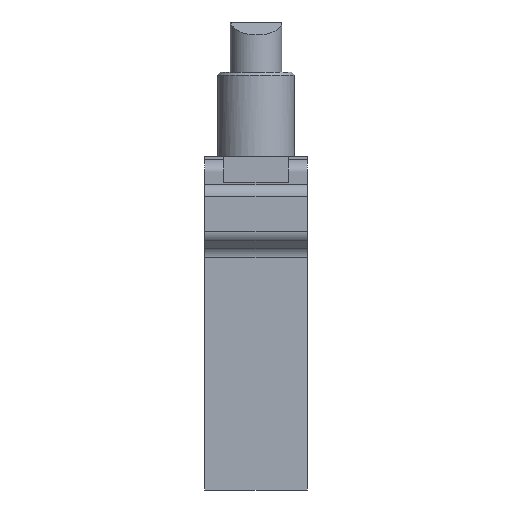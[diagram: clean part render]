
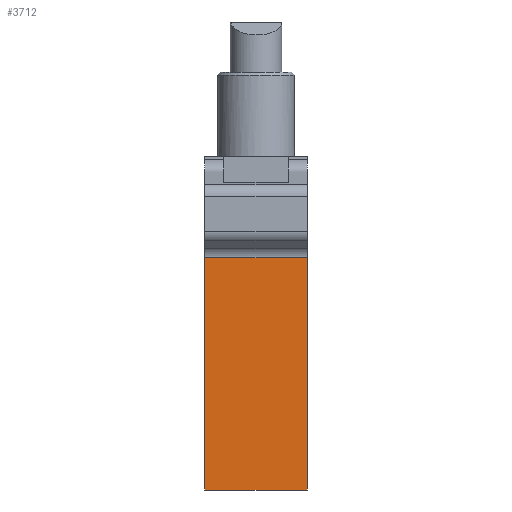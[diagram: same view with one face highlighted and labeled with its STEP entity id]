
A CAD part, left-side view. The second image highlights one B-rep face of the part: STEP entity #3712.
In plain terms, the highlighted planar face has unit normal (-1, 0, 0).
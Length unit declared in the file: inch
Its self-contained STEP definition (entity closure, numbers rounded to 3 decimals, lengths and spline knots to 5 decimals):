
#43 = LINE ( 'NONE', #1082, #6205 ) ;
#98 = DIRECTION ( 'NONE',  ( 0., 0., -1. ) ) ;
#604 = CARTESIAN_POINT ( 'NONE',  ( -0.59055, -0.62992, -0.26687 ) ) ;
#627 = DIRECTION ( 'NONE',  ( 0., -1., 0. ) ) ;
#806 = LINE ( 'NONE', #3196, #5349 ) ;
#967 = VECTOR ( 'NONE', #627, 39.37008 ) ;
#1082 = CARTESIAN_POINT ( 'NONE',  ( -0.59055, -0.62992, -0.61024 ) ) ;
#1125 = LINE ( 'NONE', #2584, #3253 ) ;
#1319 = VERTEX_POINT ( 'NONE', #604 ) ;
#1817 = CARTESIAN_POINT ( 'NONE',  ( -0.59055, 0., -1.69291 ) ) ;
#1851 = VERTEX_POINT ( 'NONE', #1817 ) ;
#1882 = CARTESIAN_POINT ( 'NONE',  ( -0.59055, 0., -1.5748 ) ) ;
#1918 = DIRECTION ( 'NONE',  ( -1., 0., 0. ) ) ;
#2044 = CARTESIAN_POINT ( 'NONE',  ( -0.59055, 0., -1.69291 ) ) ;
#2268 = PLANE ( 'NONE',  #4384 ) ;
#2303 = ORIENTED_EDGE ( 'NONE', *, *, #4159, .T. ) ;
#2359 = VERTEX_POINT ( 'NONE', #5068 ) ;
#2572 = EDGE_CURVE ( 'NONE', #1851, #2359, #3618, .T. ) ;
#2584 = CARTESIAN_POINT ( 'NONE',  ( -0.59055, 0., -1.5748 ) ) ;
#2784 = EDGE_CURVE ( 'NONE', #6442, #1851, #1125, .T. ) ;
#3130 = DIRECTION ( 'NONE',  ( 0., 0., 1. ) ) ;
#3196 = CARTESIAN_POINT ( 'NONE',  ( -0.59055, 0., -0.26687 ) ) ;
#3253 = VECTOR ( 'NONE', #98, 39.37008 ) ;
#3255 = DIRECTION ( 'NONE',  ( 0., 0., 1. ) ) ;
#3391 = EDGE_CURVE ( 'NONE', #2359, #1319, #43, .T. ) ;
#3618 = LINE ( 'NONE', #2044, #967 ) ;
#3712 = ADVANCED_FACE ( 'NONE', ( #5267 ), #2268, .T. ) ;
#3724 = DIRECTION ( 'NONE',  ( 0., 1., 0. ) ) ;
#3882 = EDGE_LOOP ( 'NONE', ( #6016, #5007, #2303, #4156 ) ) ;
#4156 = ORIENTED_EDGE ( 'NONE', *, *, #2784, .T. ) ;
#4159 = EDGE_CURVE ( 'NONE', #1319, #6442, #806, .T. ) ;
#4384 = AXIS2_PLACEMENT_3D ( 'NONE', #1882, #1918, #3255 ) ;
#5007 = ORIENTED_EDGE ( 'NONE', *, *, #3391, .T. ) ;
#5068 = CARTESIAN_POINT ( 'NONE',  ( -0.59055, -0.62992, -1.69291 ) ) ;
#5267 = FACE_OUTER_BOUND ( 'NONE', #3882, .T. ) ;
#5349 = VECTOR ( 'NONE', #3724, 39.37008 ) ;
#6016 = ORIENTED_EDGE ( 'NONE', *, *, #2572, .T. ) ;
#6205 = VECTOR ( 'NONE', #3130, 39.37008 ) ;
#6442 = VERTEX_POINT ( 'NONE', #6457 ) ;
#6457 = CARTESIAN_POINT ( 'NONE',  ( -0.59055, 0., -0.26687 ) ) ;
